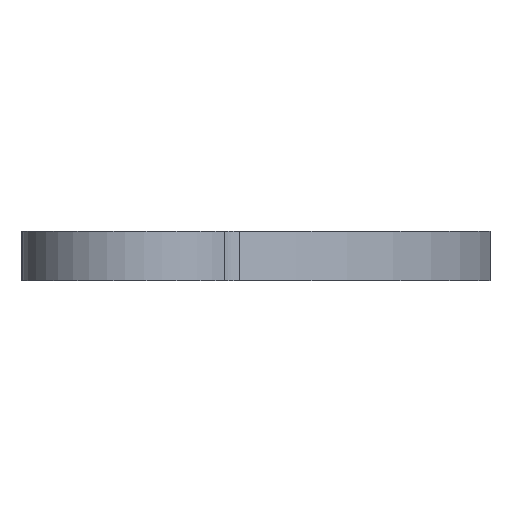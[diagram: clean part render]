
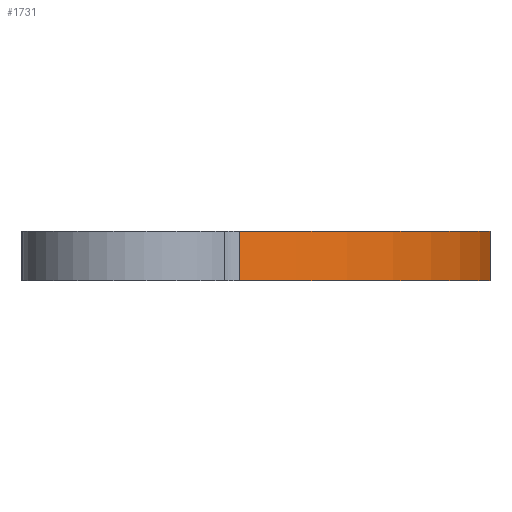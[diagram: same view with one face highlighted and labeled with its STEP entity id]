
A CAD part, front view. The second image highlights one B-rep face of the part: STEP entity #1731.
In plain terms, the highlighted cylindrical face has radius 57.543 mm (diameter 115.087 mm), a partial arc.
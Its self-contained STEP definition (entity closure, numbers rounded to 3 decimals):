
#26 = EDGE_LOOP ( 'NONE', ( #3587, #3177, #5690, #3080 ) ) ;
#73 = CARTESIAN_POINT ( 'NONE',  ( 16.101, -129.755, 8. ) ) ;
#180 = CYLINDRICAL_SURFACE ( 'NONE', #1993, 57.543 ) ;
#348 = EDGE_CURVE ( 'NONE', #452, #1849, #2934, .T. ) ;
#452 = VERTEX_POINT ( 'NONE', #968 ) ;
#691 = AXIS2_PLACEMENT_3D ( 'NONE', #4908, #3840, #6486 ) ;
#968 = CARTESIAN_POINT ( 'NONE',  ( 16.775, -240.044, 8. ) ) ;
#1256 = FACE_OUTER_BOUND ( 'NONE', #26, .T. ) ;
#1322 = CARTESIAN_POINT ( 'NONE',  ( 16.775, -240.044, 8. ) ) ;
#1395 = EDGE_CURVE ( 'NONE', #1849, #6656, #1924, .T. ) ;
#1688 = DIRECTION ( 'NONE',  ( 0., 0., -1. ) ) ;
#1726 = EDGE_CURVE ( 'NONE', #6656, #2245, #6340, .T. ) ;
#1731 = ADVANCED_FACE ( 'NONE', ( #1256 ), #180, .T. ) ;
#1849 = VERTEX_POINT ( 'NONE', #3201 ) ;
#1924 = CIRCLE ( 'NONE', #5657, 57.543 ) ;
#1993 = AXIS2_PLACEMENT_3D ( 'NONE', #2134, #1688, #3799 ) ;
#2134 = CARTESIAN_POINT ( 'NONE',  ( 0., -185., 8. ) ) ;
#2185 = DIRECTION ( 'NONE',  ( 0., 0., 1. ) ) ;
#2245 = VERTEX_POINT ( 'NONE', #73 ) ;
#2873 = VECTOR ( 'NONE', #5510, 1000. ) ;
#2934 = LINE ( 'NONE', #1322, #2873 ) ;
#3080 = ORIENTED_EDGE ( 'NONE', *, *, #1726, .T. ) ;
#3130 = CARTESIAN_POINT ( 'NONE',  ( 16.101, -129.755, 0. ) ) ;
#3177 = ORIENTED_EDGE ( 'NONE', *, *, #348, .T. ) ;
#3201 = CARTESIAN_POINT ( 'NONE',  ( 16.775, -240.044, 0. ) ) ;
#3587 = ORIENTED_EDGE ( 'NONE', *, *, #4975, .F. ) ;
#3799 = DIRECTION ( 'NONE',  ( -1., 0., 0. ) ) ;
#3840 = DIRECTION ( 'NONE',  ( 0., 0., 1. ) ) ;
#4190 = DIRECTION ( 'NONE',  ( 1., 0., 0. ) ) ;
#4908 = CARTESIAN_POINT ( 'NONE',  ( 0., -185., 8. ) ) ;
#4934 = DIRECTION ( 'NONE',  ( 0., 0., 1. ) ) ;
#4975 = EDGE_CURVE ( 'NONE', #452, #2245, #6405, .T. ) ;
#5293 = CARTESIAN_POINT ( 'NONE',  ( 0., -185., 0. ) ) ;
#5510 = DIRECTION ( 'NONE',  ( 0., 0., -1. ) ) ;
#5625 = VECTOR ( 'NONE', #4934, 1000. ) ;
#5657 = AXIS2_PLACEMENT_3D ( 'NONE', #5293, #2185, #4190 ) ;
#5690 = ORIENTED_EDGE ( 'NONE', *, *, #1395, .T. ) ;
#6340 = LINE ( 'NONE', #6443, #5625 ) ;
#6405 = CIRCLE ( 'NONE', #691, 57.543 ) ;
#6443 = CARTESIAN_POINT ( 'NONE',  ( 16.101, -129.755, 8. ) ) ;
#6486 = DIRECTION ( 'NONE',  ( 1., 0., 0. ) ) ;
#6656 = VERTEX_POINT ( 'NONE', #3130 ) ;
